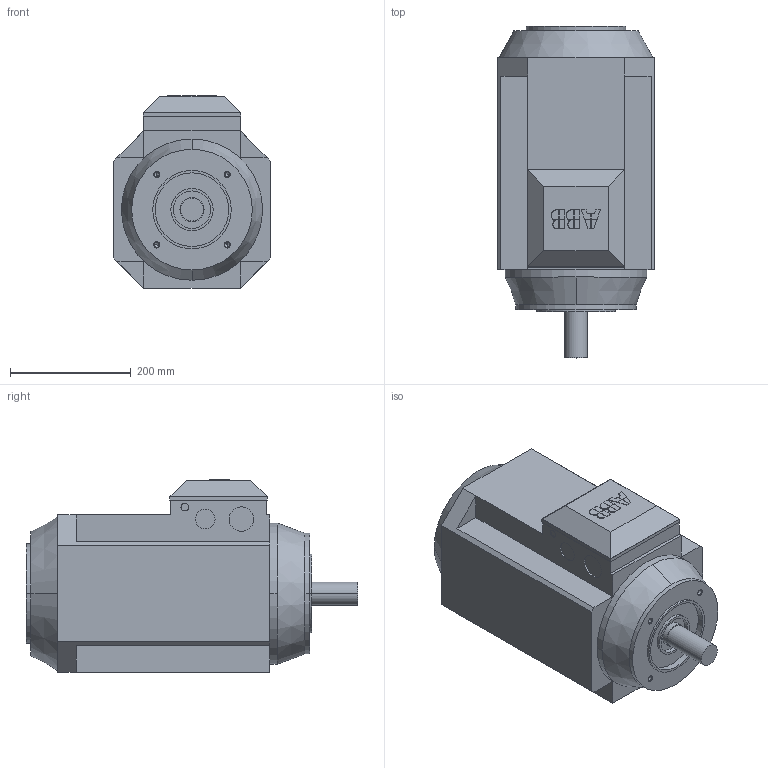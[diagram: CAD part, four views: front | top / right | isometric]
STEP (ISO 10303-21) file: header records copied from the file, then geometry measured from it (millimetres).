
FILE_DESCRIPTION(/* description */ (''),/* implementation_level */ '2;1');
FILE_NAME(/* name */ 'M2AA IE2 132 Large B14.stp',/* time_stamp */ '2015-07-01T13:43:45+02:00',/* author */ (''),/* organization */ (''),/* preprocessor_version */ 'ST-DEVELOPER v14',/* originating_system */ 'SIEMENS PLM Software NX 8.0',/* authorisation */ '');
FILE_SCHEMA (('AUTOMOTIVE_DESIGN { 1 0 10303 214 3 1 1 1 }'));
Length unit declared in the file: millimetre
Products named in the file (1): A1.5002 3D A2.5027_igs
Bounding box: 261 x 550 x 319.5 mm (x, y, z)
Volume: 25862637.5 mm3; surface area: 649851.2 mm2
Topology: 1 solids, 1 shells, 186 faces, 436 edges, 278 vertices
Faces by surface type: plane 114, cylinder 40, cone 22, bspline 10
Entity records: 5290 total; most frequent: CARTESIAN_POINT 1013, DIRECTION 862, ORIENTED_EDGE 856, EDGE_CURVE 428, LINE 308, VECTOR 308, VERTEX_POINT 278, AXIS2_PLACEMENT_3D 277
